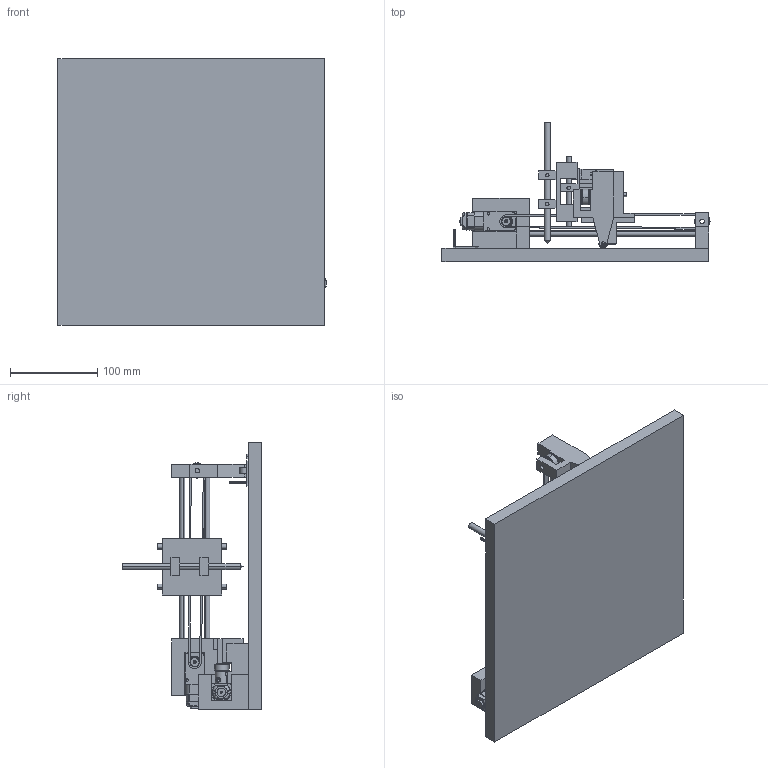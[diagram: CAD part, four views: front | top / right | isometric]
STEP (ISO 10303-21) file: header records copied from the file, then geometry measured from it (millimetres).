
FILE_DESCRIPTION (( 'STEP AP203' ), '1' );
FILE_NAME ('Full_Assembly_Deliverable_1_Team_16.STEP', '2025-02-28T21:01:36', ( '' ), ( '' ), 'SwSTEP 2.0', 'SolidWorks 2023', '' );
FILE_SCHEMA (( 'CONFIG_CONTROL_DESIGN' ));
Length unit declared in the file: millimetre
Products named in the file (27): Move_pulley.stp.STEP; Gearbox.STEP; x_axis shaft.STEP; x axis rod support_w_motor.STEP; SG90_Arm_01_Custom.STEP; base Of Pen Plotter.STEP; y_axis_trolley.STEP; Full_Assembly_Deliverable_1_Team_16; shaft.STEP; x_axis end support with roller.STEP; pen.STEP; rotating_part on servo.STEP; motor.STEP; x axis moving guide.STEP; gear_pulley_Motor1.stp.STEP; y_axis_right support.STEP; y axis rod support_w_motor.STEP; x axis belt.STEP; output shaft.STEP; roller.STEP; z_axis movable part.STEP; DC Motor Gearbox.STEP; y axis belt.STEP; servo sg-90.STEP; LMU_N6_LMU-N6.STEP; z_axis shaft.STEP; Full_Assembly_Deliverable_1_Team16.STEP
Assembly tree (38 placements, depth 4):
  Full_Assembly_Deliverable_1_Team_16
    Full_Assembly_Deliverable_1_Team16.STEP
      DC Motor Gearbox.STEP  x2
        Gearbox.STEP
        output shaft.STEP
        motor.STEP
        gear_pulley_Motor1.stp.STEP
      y_axis_trolley.STEP
      LMU_N6_LMU-N6.STEP  x8
      shaft.STEP  x2
      y_axis_right support.STEP
      base Of Pen Plotter.STEP
      Move_pulley.stp.STEP  x2
      y axis rod support_w_motor.STEP
      x axis rod support_w_motor.STEP
      x axis moving guide.STEP
      servo sg-90.STEP
      z_axis movable part.STEP
      rotating_part on servo.STEP
      x_axis shaft.STEP  x2
      SG90_Arm_01_Custom.STEP
      x_axis end support with roller.STEP
      roller.STEP
      z_axis shaft.STEP  x2
      y axis belt.STEP
      x axis belt.STEP
      pen.STEP
Bounding box: 306.5 x 159.45 x 305 mm (x, y, z)
Volume: 1917225.6 mm3; surface area: 395666.6 mm2
Topology: 35 solids, 43 shells, 1437 faces, 3581 edges, 2252 vertices
Faces by surface type: plane 594, cylinder 586, torus 139, bspline 52, sphere 36, cone 30
Entity records: 39366 total; most frequent: CARTESIAN_POINT 12655, ORIENTED_EDGE 4972, DIRECTION 4712, EDGE_CURVE 2495, AXIS2_PLACEMENT_3D 1721, VERTEX_POINT 1578, LINE 1270, VECTOR 1270
